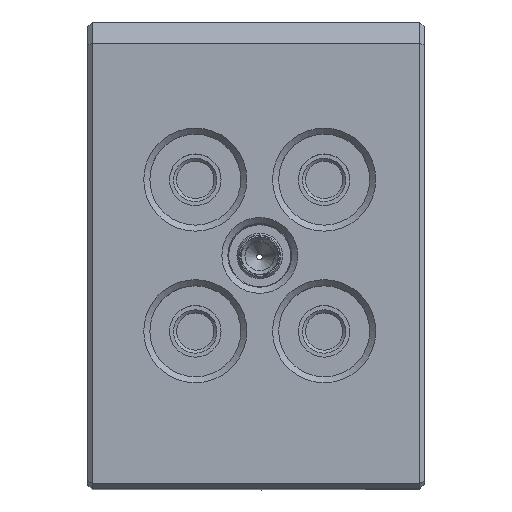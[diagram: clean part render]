
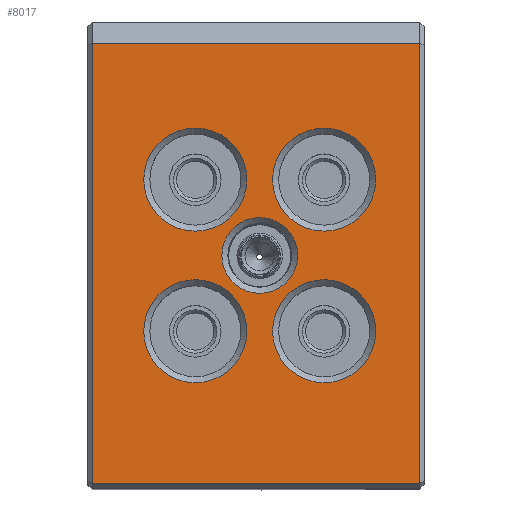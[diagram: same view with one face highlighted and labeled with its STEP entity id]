
A CAD part, top view. The second image highlights one B-rep face of the part: STEP entity #8017.
In plain terms, the highlighted planar face has unit normal (0, 0, 1).
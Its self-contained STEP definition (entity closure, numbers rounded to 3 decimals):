
#382=FACE_BOUND('',#3047,.T.);
#383=FACE_BOUND('',#3048,.T.);
#384=FACE_BOUND('',#3049,.T.);
#385=FACE_BOUND('',#3050,.T.);
#386=FACE_BOUND('',#3051,.T.);
#579=PLANE('',#8801);
#1300=LINE('',#28803,#1925);
#1304=LINE('',#28810,#1929);
#1306=LINE('',#28813,#1931);
#1307=LINE('',#28814,#1932);
#1925=VECTOR('',#10792,29.044);
#1929=VECTOR('',#10798,29.044);
#1931=VECTOR('',#10802,21.59);
#1932=VECTOR('',#10803,21.59);
#2489=FACE_OUTER_BOUND('',#3046,.T.);
#3046=EDGE_LOOP('',(#7241,#7242,#7243,#7244));
#3047=EDGE_LOOP('',(#7245));
#3048=EDGE_LOOP('',(#7246));
#3049=EDGE_LOOP('',(#7247));
#3050=EDGE_LOOP('',(#7248));
#3051=EDGE_LOOP('',(#7249));
#3402=CIRCLE('',#8802,3.4);
#3403=CIRCLE('',#8803,3.4);
#3404=CIRCLE('',#8804,2.5);
#3405=CIRCLE('',#8805,3.4);
#3406=CIRCLE('',#8806,3.4);
#4121=VERTEX_POINT('',#28801);
#4122=VERTEX_POINT('',#28802);
#4123=VERTEX_POINT('',#28807);
#4124=VERTEX_POINT('',#28809);
#4125=VERTEX_POINT('',#28815);
#4126=VERTEX_POINT('',#28817);
#4127=VERTEX_POINT('',#28819);
#4128=VERTEX_POINT('',#28821);
#4129=VERTEX_POINT('',#28823);
#5189=EDGE_CURVE('',#4121,#4122,#1300,.T.);
#5193=EDGE_CURVE('',#4124,#4123,#1304,.T.);
#5195=EDGE_CURVE('',#4121,#4123,#1306,.T.);
#5196=EDGE_CURVE('',#4122,#4124,#1307,.T.);
#5197=EDGE_CURVE('',#4125,#4125,#3402,.T.);
#5198=EDGE_CURVE('',#4126,#4126,#3403,.T.);
#5199=EDGE_CURVE('',#4127,#4127,#3404,.T.);
#5200=EDGE_CURVE('',#4128,#4128,#3405,.T.);
#5201=EDGE_CURVE('',#4129,#4129,#3406,.T.);
#7241=ORIENTED_EDGE('',*,*,#5193,.T.);
#7242=ORIENTED_EDGE('',*,*,#5195,.F.);
#7243=ORIENTED_EDGE('',*,*,#5189,.T.);
#7244=ORIENTED_EDGE('',*,*,#5196,.T.);
#7245=ORIENTED_EDGE('',*,*,#5197,.F.);
#7246=ORIENTED_EDGE('',*,*,#5198,.F.);
#7247=ORIENTED_EDGE('',*,*,#5199,.T.);
#7248=ORIENTED_EDGE('',*,*,#5200,.T.);
#7249=ORIENTED_EDGE('',*,*,#5201,.T.);
#8017=ADVANCED_FACE('',(#2489,#382,#383,#384,#385,#386),#579,.F.);
#8801=AXIS2_PLACEMENT_3D('',#28812,#10800,#10801);
#8802=AXIS2_PLACEMENT_3D('',#28816,#10804,#10805);
#8803=AXIS2_PLACEMENT_3D('',#28818,#10806,#10807);
#8804=AXIS2_PLACEMENT_3D('',#28820,#10808,#10809);
#8805=AXIS2_PLACEMENT_3D('',#28822,#10810,#10811);
#8806=AXIS2_PLACEMENT_3D('',#28824,#10812,#10813);
#10792=DIRECTION('',(0.,1.,0.));
#10798=DIRECTION('',(0.,-1.,0.));
#10800=DIRECTION('center_axis',(0.,0.,-1.));
#10801=DIRECTION('ref_axis',(0.,-1.,0.));
#10802=DIRECTION('',(-1.,0.,0.));
#10803=DIRECTION('',(-1.,0.,0.));
#10804=DIRECTION('center_axis',(0.,0.,1.));
#10805=DIRECTION('ref_axis',(1.,0.,0.));
#10806=DIRECTION('center_axis',(0.,0.,1.));
#10807=DIRECTION('ref_axis',(1.,0.,0.));
#10808=DIRECTION('center_axis',(0.,0.,-1.));
#10809=DIRECTION('ref_axis',(1.,0.,0.));
#10810=DIRECTION('center_axis',(0.,0.,-1.));
#10811=DIRECTION('ref_axis',(1.,0.,0.));
#10812=DIRECTION('center_axis',(0.,0.,-1.));
#10813=DIRECTION('ref_axis',(1.,0.,0.));
#28801=CARTESIAN_POINT('',(12.95,-15.044,62.5));
#28802=CARTESIAN_POINT('',(12.95,14.,62.5));
#28803=CARTESIAN_POINT('',(12.95,-15.044,62.5));
#28807=CARTESIAN_POINT('',(-8.64,-15.044,62.5));
#28809=CARTESIAN_POINT('',(-8.64,14.,62.5));
#28810=CARTESIAN_POINT('',(-8.64,14.,62.5));
#28812=CARTESIAN_POINT('Origin',(46.778,14.,62.5));
#28813=CARTESIAN_POINT('',(12.95,-15.044,62.5));
#28814=CARTESIAN_POINT('',(12.95,14.,62.5));
#28815=CARTESIAN_POINT('',(-5.25,5.,62.5));
#28816=CARTESIAN_POINT('Origin',(-1.85,5.,62.5));
#28817=CARTESIAN_POINT('',(3.25,5.,62.5));
#28818=CARTESIAN_POINT('Origin',(6.65,5.,62.5));
#28819=CARTESIAN_POINT('',(-0.1,0.,62.5));
#28820=CARTESIAN_POINT('Origin',(2.4,0.,62.5));
#28821=CARTESIAN_POINT('',(-5.25,-5.,62.5));
#28822=CARTESIAN_POINT('Origin',(-1.85,-5.,62.5));
#28823=CARTESIAN_POINT('',(3.25,-5.,62.5));
#28824=CARTESIAN_POINT('Origin',(6.65,-5.,62.5));
